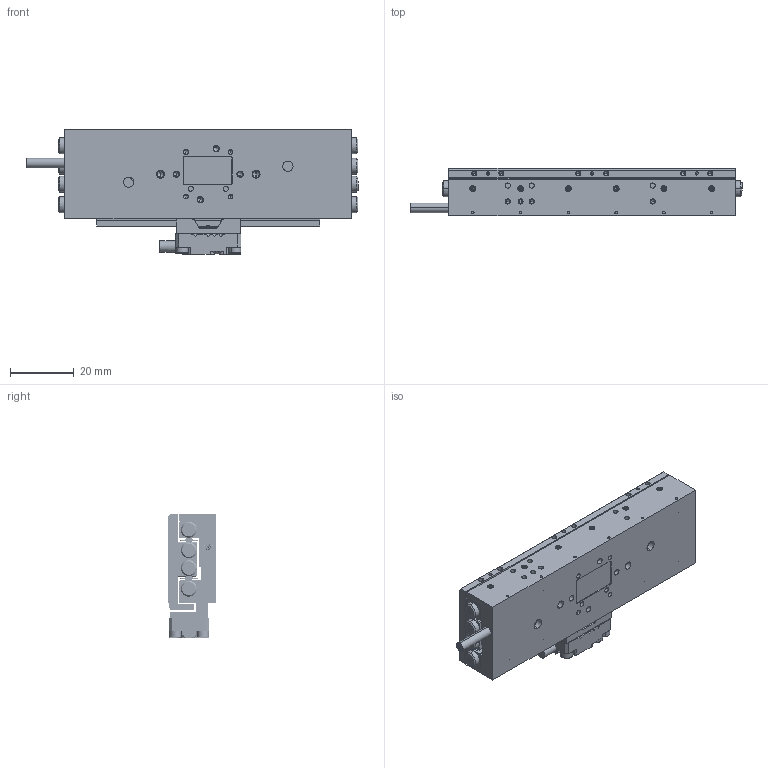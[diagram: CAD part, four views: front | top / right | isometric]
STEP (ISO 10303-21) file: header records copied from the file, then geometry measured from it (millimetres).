
FILE_DESCRIPTION (( 'STEP AP214' ), '1' );
FILE_NAME ('PPS-28-132X6.STEP', '2023-08-07T19:46:47', ( '' ), ( '' ), 'SwSTEP 2.0', 'SolidWorks 2023', '' );
FILE_SCHEMA (( 'AUTOMOTIVE_DESIGN' ));
Length unit declared in the file: millimetre
Products named in the file (19): PPS-20, Scale Bracket, Renishaw Atom, RCLC, RKLF, Master Part_70mm; NB Slide Way SVW 2000 Cage_SVW 2090-16Z; NB Slide Way SVW 2000 Center Way_SVW 2090; 431420 PPS-20, Encoder Bracket, Renishaw Atom, RKLF, Tape Scale; PPS-28-132X6; 430438 PPS 28, Back Cover, NJ8x13; NB Slide Way SVW 2000 Rail_SVW 2090; 130161 Bearing, NB, Slide Way, SVW 2000_SVW 2090-16Z (Movable to Limits); SCREW, MS-PPH, M-JCIS_M2.5 x 0.45 x 6mm; PPS-28, Carriage, Master Part_90; Set Screw, Cup-H, E-ASME_E1-72 x 1''16; Dowel Pin, M-DIN_M01 x 004; Screw, SHCS-S, M-DIN._M1.6 x 0.35 x 06mm; SCREW, MS-PPH, M-JCIS_M1.6 x 0.35 x 4mm; SCREW, SHCS-F, M-DIN_M3 x 0.5 x 06mm; PPS-28, Base, Master Part_90mm, 2 motors, No ears; 110212 Encoder Head, Renishaw Atom, Atmospheric_Demo; Cooner Black Cable_L40; SCREW, SHCS-S, M-DIN_M2 x 0.4 x 06mm
Assembly tree (47 placements, depth 3):
  PPS-28-132X6
    PPS-28, Base, Master Part_90mm, 2 motors, No ears
    430438 PPS 28, Back Cover, NJ8x13
    Cooner Black Cable_L40
    PPS-28, Carriage, Master Part_90
    SCREW, SHCS-F, M-DIN_M3 x 0.5 x 06mm  x6
    130161 Bearing, NB, Slide Way, SVW 2000_SVW 2090-16Z (Movable to Limits)
      NB Slide Way SVW 2000 Rail_SVW 2090  x2
      NB Slide Way SVW 2000 Center Way_SVW 2090
      NB Slide Way SVW 2000 Cage_SVW 2090-16Z  x2
    SCREW, MS-PPH, M-JCIS_M2.5 x 0.45 x 6mm  x12
    Set Screw, Cup-H, E-ASME_E1-72 x 1''16  x6
    110212 Encoder Head, Renishaw Atom, Atmospheric_Demo
    431420 PPS-20, Encoder Bracket, Renishaw Atom, RKLF, Tape Scale
    PPS-20, Scale Bracket, Renishaw Atom, RCLC, RKLF, Master Part_70mm
    Dowel Pin, M-DIN_M01 x 004  x2
    Screw, SHCS-S, M-DIN._M1.6 x 0.35 x 06mm  x2
    SCREW, MS-PPH, M-JCIS_M1.6 x 0.35 x 4mm  x3
    SCREW, SHCS-S, M-DIN_M2 x 0.4 x 06mm  x3
Bounding box: 104.2 x 15 x 39.15 mm (x, y, z)
Volume: 35479.6 mm3; surface area: 36145.1 mm2
Topology: 59 solids, 59 shells, 2383 faces, 5946 edges, 3678 vertices
Faces by surface type: plane 995, cylinder 810, cone 386, torus 130, bspline 62
Entity records: 90681 total; most frequent: CARTESIAN_POINT 55671, ORIENTED_EDGE 7104, DIRECTION 7097, EDGE_CURVE 3552, AXIS2_PLACEMENT_3D 2584, VERTEX_POINT 2298, LINE 1929, VECTOR 1929
